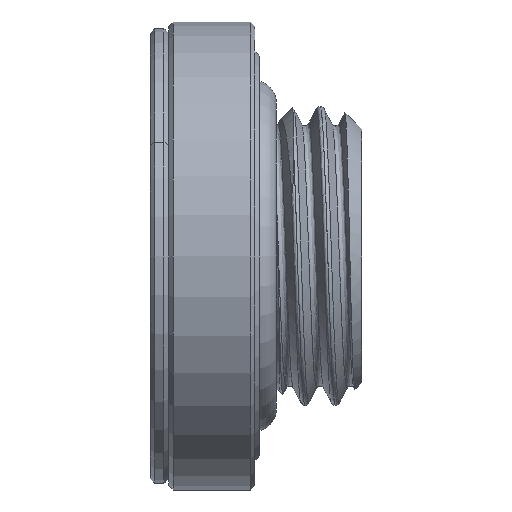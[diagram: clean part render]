
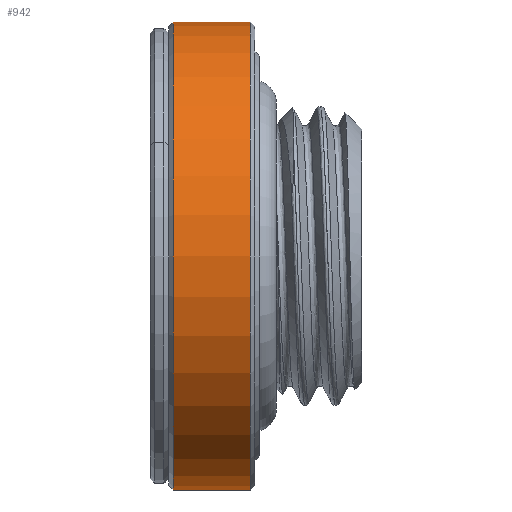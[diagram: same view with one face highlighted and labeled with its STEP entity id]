
A CAD part, left-side view. The second image highlights one B-rep face of the part: STEP entity #942.
In plain terms, the highlighted cylindrical face has radius 10.3 mm (diameter 20.6 mm), a partial arc.
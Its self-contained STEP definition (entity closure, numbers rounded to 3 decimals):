
#141 = EDGE_CURVE ( 'NONE', #1639, #453, #3398, .T. ) ;
#414 = CARTESIAN_POINT ( 'NONE',  ( 0., 3.8, 0. ) ) ;
#453 = VERTEX_POINT ( 'NONE', #2603 ) ;
#463 = ORIENTED_EDGE ( 'NONE', *, *, #5366, .F. ) ;
#685 = ORIENTED_EDGE ( 'NONE', *, *, #141, .F. ) ;
#939 = CARTESIAN_POINT ( 'NONE',  ( 0., 3.8, -10.3 ) ) ;
#942 = ADVANCED_FACE ( 'NONE', ( #1277 ), #2933, .T. ) ;
#1011 = DIRECTION ( 'NONE',  ( 0., 0., -1. ) ) ;
#1036 = CARTESIAN_POINT ( 'NONE',  ( 0., 0.4, 0. ) ) ;
#1228 = AXIS2_PLACEMENT_3D ( 'NONE', #1867, #4729, #2704 ) ;
#1277 = FACE_OUTER_BOUND ( 'NONE', #4321, .T. ) ;
#1639 = VERTEX_POINT ( 'NONE', #4451 ) ;
#1742 = AXIS2_PLACEMENT_3D ( 'NONE', #1036, #3357, #1011 ) ;
#1780 = ORIENTED_EDGE ( 'NONE', *, *, #3000, .T. ) ;
#1866 = DIRECTION ( 'NONE',  ( 0., -1., 0. ) ) ;
#1867 = CARTESIAN_POINT ( 'NONE',  ( 0., 0., 0. ) ) ;
#2063 = DIRECTION ( 'NONE',  ( 0., -1., 0. ) ) ;
#2122 = AXIS2_PLACEMENT_3D ( 'NONE', #414, #2063, #5342 ) ;
#2493 = VERTEX_POINT ( 'NONE', #939 ) ;
#2549 = VERTEX_POINT ( 'NONE', #4320 ) ;
#2603 = CARTESIAN_POINT ( 'NONE',  ( 0., 0.4, -10.3 ) ) ;
#2675 = CARTESIAN_POINT ( 'NONE',  ( 0., 0., 10.3 ) ) ;
#2704 = DIRECTION ( 'NONE',  ( 0., 0., -1. ) ) ;
#2749 = DIRECTION ( 'NONE',  ( 0., -1., 0. ) ) ;
#2933 = CYLINDRICAL_SURFACE ( 'NONE', #1228, 10.3 ) ;
#3000 = EDGE_CURVE ( 'NONE', #2493, #453, #3644, .T. ) ;
#3234 = CARTESIAN_POINT ( 'NONE',  ( 0., 0., -10.3 ) ) ;
#3357 = DIRECTION ( 'NONE',  ( 0., -1., 0. ) ) ;
#3398 = CIRCLE ( 'NONE', #1742, 10.3 ) ;
#3644 = LINE ( 'NONE', #3234, #3849 ) ;
#3691 = VECTOR ( 'NONE', #1866, 1000. ) ;
#3772 = CIRCLE ( 'NONE', #2122, 10.3 ) ;
#3849 = VECTOR ( 'NONE', #2749, 1000. ) ;
#4146 = EDGE_CURVE ( 'NONE', #2549, #2493, #3772, .T. ) ;
#4320 = CARTESIAN_POINT ( 'NONE',  ( 0., 3.8, 10.3 ) ) ;
#4321 = EDGE_LOOP ( 'NONE', ( #463, #4654, #1780, #685 ) ) ;
#4451 = CARTESIAN_POINT ( 'NONE',  ( 0., 0.4, 10.3 ) ) ;
#4654 = ORIENTED_EDGE ( 'NONE', *, *, #4146, .T. ) ;
#4729 = DIRECTION ( 'NONE',  ( 0., -1., 0. ) ) ;
#5185 = LINE ( 'NONE', #2675, #3691 ) ;
#5342 = DIRECTION ( 'NONE',  ( 0., 0., -1. ) ) ;
#5366 = EDGE_CURVE ( 'NONE', #2549, #1639, #5185, .T. ) ;
